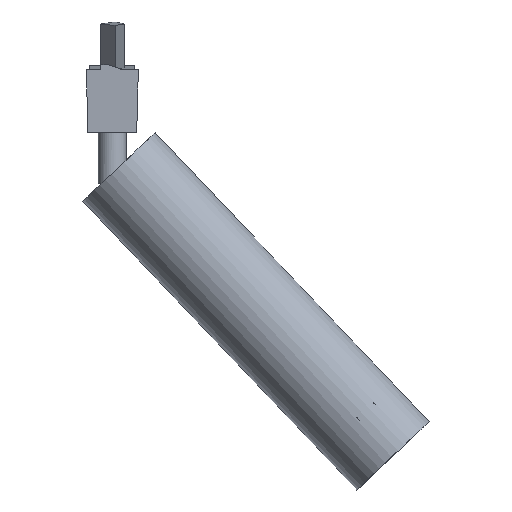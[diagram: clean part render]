
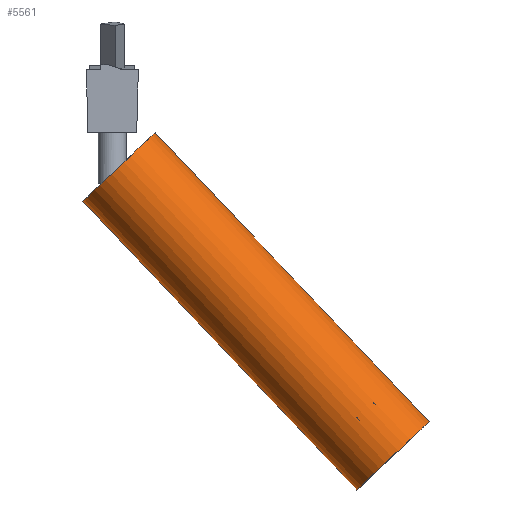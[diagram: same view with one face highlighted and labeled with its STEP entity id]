
A CAD part, front view. The second image highlights one B-rep face of the part: STEP entity #5561.
In plain terms, the highlighted cylindrical face has radius 17.5 mm (diameter 35 mm), a full revolution.
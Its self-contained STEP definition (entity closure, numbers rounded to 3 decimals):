
#166=LINE('',#7819,#833);
#833=VECTOR('',#6330,17.5);
#1500=CYLINDRICAL_SURFACE('',#5910,17.5);
#1525=FACE_OUTER_BOUND('',#1840,.T.);
#1840=EDGE_LOOP('',(#3628,#3629,#3630,#3631));
#2166=CIRCLE('',#5907,17.5);
#2167=CIRCLE('',#5909,17.5);
#2243=VERTEX_POINT('',#7813);
#2244=VERTEX_POINT('',#7816);
#2791=EDGE_CURVE('',#2243,#2243,#2166,.T.);
#2792=EDGE_CURVE('',#2244,#2244,#2167,.T.);
#2793=EDGE_CURVE('',#2244,#2243,#166,.T.);
#3628=ORIENTED_EDGE('',*,*,#2792,.F.);
#3629=ORIENTED_EDGE('',*,*,#2793,.T.);
#3630=ORIENTED_EDGE('',*,*,#2791,.F.);
#3631=ORIENTED_EDGE('',*,*,#2793,.F.);
#5561=ADVANCED_FACE('',(#1525),#1500,.T.);
#5907=AXIS2_PLACEMENT_3D('',#7814,#6322,#6323);
#5909=AXIS2_PLACEMENT_3D('',#7817,#6326,#6327);
#5910=AXIS2_PLACEMENT_3D('',#7818,#6328,#6329);
#6322=DIRECTION('center_axis',(0.688,0.,
-0.725));
#6323=DIRECTION('ref_axis',(0.151,0.978,0.144));
#6326=DIRECTION('center_axis',(-0.688,0.,
0.725));
#6327=DIRECTION('ref_axis',(0.151,0.978,0.144));
#6328=DIRECTION('center_axis',(-0.688,0.,
0.725));
#6329=DIRECTION('ref_axis',(0.151,0.978,0.144));
#6330=DIRECTION('',(0.688,0.,-0.725));
#7813=CARTESIAN_POINT('',(96.058,-18.272,-116.212));
#7814=CARTESIAN_POINT('Origin',(98.707,-1.157,-113.699));
#7816=CARTESIAN_POINT('',(-0.311,-18.272,-14.66));
#7817=CARTESIAN_POINT('Origin',(2.337,-1.157,-12.147));
#7818=CARTESIAN_POINT('Origin',(98.707,-1.157,-113.699));
#7819=CARTESIAN_POINT('',(96.058,-18.272,-116.212));
